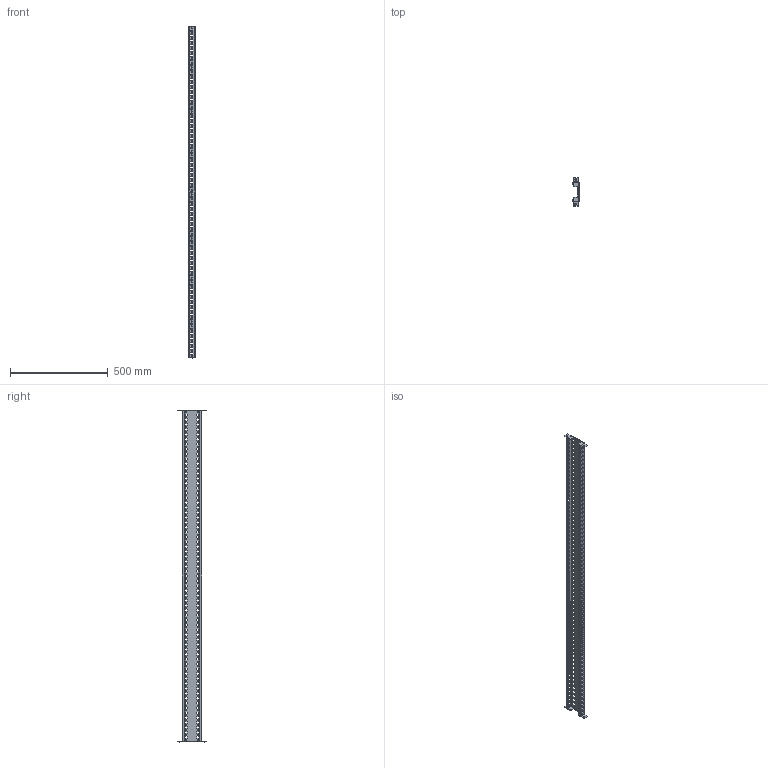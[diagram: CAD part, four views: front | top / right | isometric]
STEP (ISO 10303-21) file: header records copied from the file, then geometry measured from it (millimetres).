
FILE_DESCRIPTION(('CATIA V5 STEP Exchange'),'2;1');
FILE_NAME('EM1811.stp','2015-01-13T15:49:48+00:00',('none'),('none'),'CATIA Version 5 Release 20 SP 6 (IN-10)','CATIA V5 STEP AP203','none');
FILE_SCHEMA(('CONFIG_CONTROL_DESIGN'));
Products named in the file (1): 850871_001_01_MONTANTE_INTERMEDIO_IS2_H=1800___________3PA
Bounding box: 34.2 x 145 x 1699 mm (x, y, z)
Volume: 411575.3 mm3; surface area: 579206.3 mm2
Topology: 1 solids, 1 shells, 2265 faces, 6741 edges, 4478 vertices
Faces by surface type: plane 1138, cylinder 1127
Entity records: 77295 total; most frequent: CARTESIAN_POINT 14843, ORIENTED_EDGE 13482, DIRECTION 10995, EDGE_CURVE 6741, VECTOR 4487, LINE 4487, VERTEX_POINT 4478, AXIS2_PLACEMENT_3D 4246
